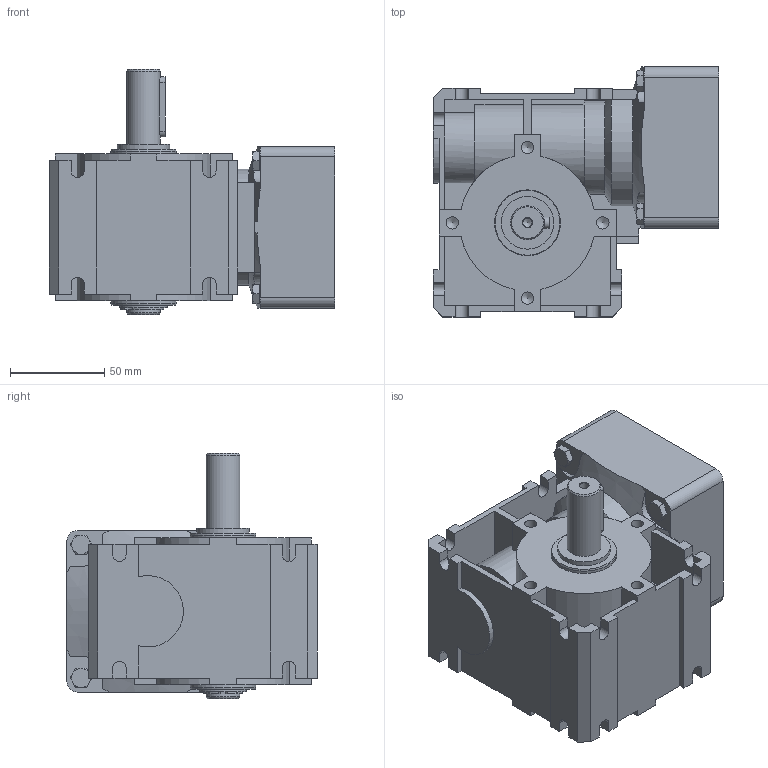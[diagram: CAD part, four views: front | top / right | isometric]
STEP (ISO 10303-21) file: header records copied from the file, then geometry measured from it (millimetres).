
FILE_DESCRIPTION(/* description */ (''),/* implementation_level */ '2;1');
FILE_NAME(/* name */ 'GSGE80.stp',/* time_stamp */ '2021-06-24T16:04:38+02:00',/* author */ ('angelika.schneid'),/* organization */ (''),/* preprocessor_version */ 'ST-DEVELOPER v17.2',/* originating_system */ 'Autodesk Inventor 2019',/* authorisation */ '');
FILE_SCHEMA (('AUTOMOTIVE_DESIGN { 1 0 10303 214 3 1 1 }'));
Length unit declared in the file: millimetre
Products named in the file (1): GSGE80_Shrinkwrap_1
Bounding box: 151.5 x 132.9 x 130.5 mm (x, y, z)
Volume: 807717.1 mm3; surface area: 137614.8 mm2
Topology: 1 solids, 1 shells, 328 faces, 890 edges, 586 vertices
Faces by surface type: plane 202, cylinder 78, cone 48
Full cylindrical faces by diameter (mm): 2 x2, 4.134 x4, 4.917 x1, 6.6 x8, 8.7 x4, 18 x2, 25 x1, 28 x1, 35 x2, 55 x1, 70 x1, 73 x1, 79.95 x1, 80 x1
Entity records: 10702 total; most frequent: CARTESIAN_POINT 2106, ORIENTED_EDGE 1754, DIRECTION 1670, EDGE_CURVE 877, VERTEX_POINT 586, LINE 570, VECTOR 570, AXIS2_PLACEMENT_3D 550
